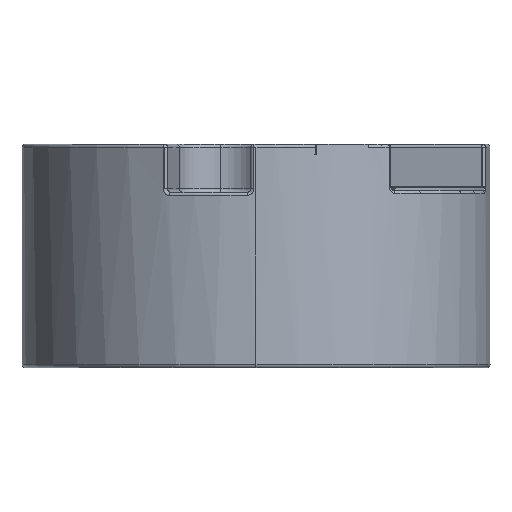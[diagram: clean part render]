
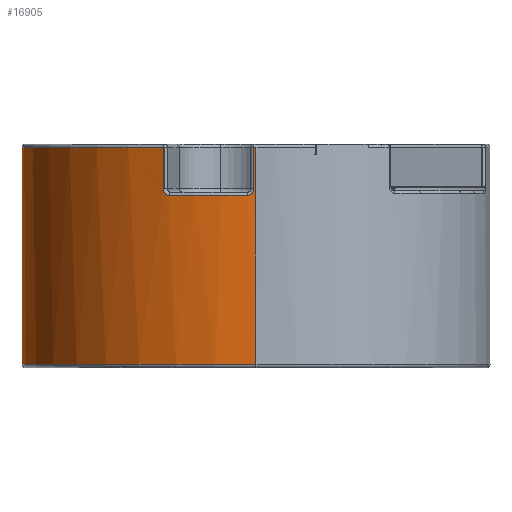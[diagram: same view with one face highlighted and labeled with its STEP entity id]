
A CAD part, left-side view. The second image highlights one B-rep face of the part: STEP entity #16905.
In plain terms, the highlighted cylindrical face has radius 22 mm (diameter 44 mm), a partial arc.
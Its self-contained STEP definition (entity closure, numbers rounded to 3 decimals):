
#11 = ORIENTED_EDGE ( 'NONE', *, *, #25949, .T. ) ;
#287 = CARTESIAN_POINT ( 'NONE',  ( -108.151, 20.762, 5.7 ) ) ;
#496 = ORIENTED_EDGE ( 'NONE', *, *, #34359, .T. ) ;
#1147 = CARTESIAN_POINT ( 'NONE',  ( -109.716, 12.612, 10.5 ) ) ;
#4449 = CARTESIAN_POINT ( 'NONE',  ( -108.03, 21.059, 5.764 ) ) ;
#5137 = VERTEX_POINT ( 'NONE', #14727 ) ;
#6021 = DIRECTION ( 'NONE',  ( 1., 0., 0. ) ) ;
#6195 = ORIENTED_EDGE ( 'NONE', *, *, #18821, .T. ) ;
#6565 = CIRCLE ( 'NONE', #31884, 22. ) ;
#6907 = EDGE_CURVE ( 'NONE', #44456, #43085, #6565, .T. ) ;
#7823 = VECTOR ( 'NONE', #48436, 1000. ) ;
#7939 = ORIENTED_EDGE ( 'NONE', *, *, #34131, .T. ) ;
#8038 = VERTEX_POINT ( 'NONE', #36407 ) ;
#8085 = EDGE_CURVE ( 'NONE', #13822, #8038, #29177, .T. ) ;
#9057 = CARTESIAN_POINT ( 'NONE',  ( -87.716, 12.612, 10.2 ) ) ;
#10516 = CARTESIAN_POINT ( 'NONE',  ( -107.914, 21.333, 10.2 ) ) ;
#11555 = CARTESIAN_POINT ( 'NONE',  ( -87.716, 12.612, 10.5 ) ) ;
#12223 = CARTESIAN_POINT ( 'NONE',  ( -109.716, 12.803, 6.3 ) ) ;
#13598 = DIRECTION ( 'NONE',  ( 0., 0., 1. ) ) ;
#13822 = VERTEX_POINT ( 'NONE', #15723 ) ;
#13838 = CARTESIAN_POINT ( 'NONE',  ( -109.716, 12.612, -10.2 ) ) ;
#14656 = CARTESIAN_POINT ( 'NONE',  ( -109.716, 12.612, 10.2 ) ) ;
#14727 = CARTESIAN_POINT ( 'NONE',  ( -65.716, 12.612, -10.2 ) ) ;
#15723 = CARTESIAN_POINT ( 'NONE',  ( -109.701, 13.421, 5.7 ) ) ;
#16009 = CARTESIAN_POINT ( 'NONE',  ( -109.711, 13.101, 5.764 ) ) ;
#16223 = EDGE_CURVE ( 'NONE', #40795, #20919, #30564, .T. ) ;
#16314 = VECTOR ( 'NONE', #51048, 1000. ) ;
#16512 = CARTESIAN_POINT ( 'NONE',  ( -107.914, 21.333, 10.5 ) ) ;
#16905 = ADVANCED_FACE ( 'NONE', ( #48487 ), #27181, .T. ) ;
#17258 = CIRCLE ( 'NONE', #26023, 22. ) ;
#17386 = LINE ( 'NONE', #29449, #16314 ) ;
#17806 = EDGE_CURVE ( 'NONE', #42581, #21862, #44539, .T. ) ;
#18821 = EDGE_CURVE ( 'NONE', #21862, #8038, #35415, .T. ) ;
#19033 = CIRCLE ( 'NONE', #46366, 22. ) ;
#20553 = DIRECTION ( 'NONE',  ( 0., 0., -1. ) ) ;
#20666 = ORIENTED_EDGE ( 'NONE', *, *, #8085, .F. ) ;
#20919 = VERTEX_POINT ( 'NONE', #27337 ) ;
#21849 = CARTESIAN_POINT ( 'NONE',  ( -87.716, 12.612, -10.2 ) ) ;
#21862 = VERTEX_POINT ( 'NONE', #27973 ) ;
#24246 = CARTESIAN_POINT ( 'NONE',  ( -109.715, 12.871, 5.984 ) ) ;
#25211 = CARTESIAN_POINT ( 'NONE',  ( -107.914, 21.333, 6.141 ) ) ;
#25875 = ORIENTED_EDGE ( 'NONE', *, *, #17806, .T. ) ;
#25949 = EDGE_CURVE ( 'NONE', #43085, #5137, #17386, .T. ) ;
#25963 = ORIENTED_EDGE ( 'NONE', *, *, #16223, .F. ) ;
#26023 = AXIS2_PLACEMENT_3D ( 'NONE', #43500, #40151, #30755 ) ;
#27133 = EDGE_LOOP ( 'NONE', ( #48877, #11, #496, #32209, #25875, #6195, #20666, #7939, #25963, #51705 ) ) ;
#27181 = CYLINDRICAL_SURFACE ( 'NONE', #39187, 22. ) ;
#27337 = CARTESIAN_POINT ( 'NONE',  ( -108.151, 20.762, 5.7 ) ) ;
#27645 = CARTESIAN_POINT ( 'NONE',  ( -107.914, 21.333, 6.3 ) ) ;
#27973 = CARTESIAN_POINT ( 'NONE',  ( -109.716, 12.803, 10.2 ) ) ;
#28653 = CARTESIAN_POINT ( 'NONE',  ( -109.707, 13.261, 5.7 ) ) ;
#29177 = B_SPLINE_CURVE_WITH_KNOTS ( 'NONE', 3,
 ( #49397, #28653, #16009, #24246, #33593, #12223 ),
 .UNSPECIFIED., .F., .F.,
 ( 4, 2, 4 ),
 ( 0., 0.5, 1. ),
 .UNSPECIFIED. ) ;
#29320 = CARTESIAN_POINT ( 'NONE',  ( -107.914, 21.333, 6.3 ) ) ;
#29449 = CARTESIAN_POINT ( 'NONE',  ( -65.716, 12.612, 10.5 ) ) ;
#29705 = DIRECTION ( 'NONE',  ( 0., 0., -1. ) ) ;
#30265 = VERTEX_POINT ( 'NONE', #13838 ) ;
#30564 = B_SPLINE_CURVE_WITH_KNOTS ( 'NONE', 3,
 ( #29320, #25211, #42090, #4449, #37927, #287 ),
 .UNSPECIFIED., .F., .F.,
 ( 4, 2, 4 ),
 ( 0., 0.5, 1. ),
 .UNSPECIFIED. ) ;
#30755 = DIRECTION ( 'NONE',  ( 1., 0., 0. ) ) ;
#31884 = AXIS2_PLACEMENT_3D ( 'NONE', #37486, #29705, #33325 ) ;
#32209 = ORIENTED_EDGE ( 'NONE', *, *, #44782, .F. ) ;
#33025 = LINE ( 'NONE', #16512, #42095 ) ;
#33325 = DIRECTION ( 'NONE',  ( 1., 0., 0. ) ) ;
#33593 = CARTESIAN_POINT ( 'NONE',  ( -109.716, 12.803, 6.141 ) ) ;
#33795 = CARTESIAN_POINT ( 'NONE',  ( -65.716, 12.612, 10.2 ) ) ;
#34131 = EDGE_CURVE ( 'NONE', #13822, #20919, #17258, .T. ) ;
#34359 = EDGE_CURVE ( 'NONE', #5137, #30265, #19033, .T. ) ;
#35415 = LINE ( 'NONE', #40106, #7823 ) ;
#36407 = CARTESIAN_POINT ( 'NONE',  ( -109.716, 12.803, 6.3 ) ) ;
#36640 = DIRECTION ( 'NONE',  ( 0., 0., 1. ) ) ;
#36854 = DIRECTION ( 'NONE',  ( -1., 0., 0. ) ) ;
#37486 = CARTESIAN_POINT ( 'NONE',  ( -87.716, 12.612, 10.2 ) ) ;
#37927 = CARTESIAN_POINT ( 'NONE',  ( -108.092, 20.911, 5.7 ) ) ;
#38527 = LINE ( 'NONE', #1147, #53400 ) ;
#39187 = AXIS2_PLACEMENT_3D ( 'NONE', #11555, #53175, #36854 ) ;
#40106 = CARTESIAN_POINT ( 'NONE',  ( -109.716, 12.803, 10.5 ) ) ;
#40131 = EDGE_CURVE ( 'NONE', #40795, #44456, #33025, .T. ) ;
#40151 = DIRECTION ( 'NONE',  ( 0., 0., -1. ) ) ;
#40795 = VERTEX_POINT ( 'NONE', #27645 ) ;
#42090 = CARTESIAN_POINT ( 'NONE',  ( -107.941, 21.27, 5.985 ) ) ;
#42095 = VECTOR ( 'NONE', #36640, 1000. ) ;
#42581 = VERTEX_POINT ( 'NONE', #14656 ) ;
#42820 = AXIS2_PLACEMENT_3D ( 'NONE', #9057, #20553, #46781 ) ;
#43085 = VERTEX_POINT ( 'NONE', #33795 ) ;
#43488 = DIRECTION ( 'NONE',  ( 0., 0., -1. ) ) ;
#43500 = CARTESIAN_POINT ( 'NONE',  ( -87.716, 12.612, 5.7 ) ) ;
#44456 = VERTEX_POINT ( 'NONE', #10516 ) ;
#44539 = CIRCLE ( 'NONE', #42820, 22. ) ;
#44782 = EDGE_CURVE ( 'NONE', #42581, #30265, #38527, .T. ) ;
#46366 = AXIS2_PLACEMENT_3D ( 'NONE', #21849, #13598, #6021 ) ;
#46781 = DIRECTION ( 'NONE',  ( 1., 0., 0. ) ) ;
#48436 = DIRECTION ( 'NONE',  ( 0., 0., -1. ) ) ;
#48487 = FACE_OUTER_BOUND ( 'NONE', #27133, .T. ) ;
#48877 = ORIENTED_EDGE ( 'NONE', *, *, #6907, .T. ) ;
#49397 = CARTESIAN_POINT ( 'NONE',  ( -109.701, 13.421, 5.7 ) ) ;
#51048 = DIRECTION ( 'NONE',  ( 0., 0., -1. ) ) ;
#51705 = ORIENTED_EDGE ( 'NONE', *, *, #40131, .T. ) ;
#53175 = DIRECTION ( 'NONE',  ( 0., 0., -1. ) ) ;
#53400 = VECTOR ( 'NONE', #43488, 1000. ) ;
